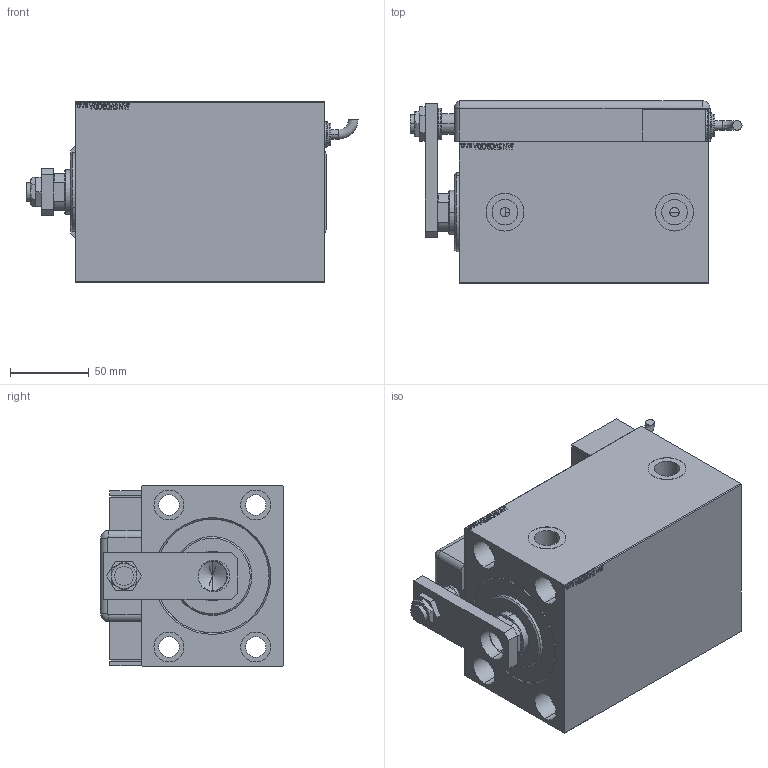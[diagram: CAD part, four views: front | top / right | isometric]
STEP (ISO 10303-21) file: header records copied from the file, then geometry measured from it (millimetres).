
FILE_DESCRIPTION (( 'STEP AP203' ), '1' );
FILE_NAME ('c99b.STEP', '2021-03-19T06:09:04', ( '' ), ( '' ), 'SwSTEP 2.0', 'SolidWorks 2019', '' );
FILE_SCHEMA (( 'CONFIG_CONTROL_DESIGN' ));
Length unit declared in the file: millimetre
Products named in the file (13): KRYT 5ed7340e6e37017e6c702b96e312c921; V450CM_VC_B 5ed7340e6e37017e6c702b96e312c921; SWITCH DIM A_G 5ed7340e6e37017e6c702b96e312c921; ZARAZKA_Q 5ed7340e6e37017e6c702b96e312c921; V450CM_C 5ed7340e6e37017e6c702b96e312c921; SWITCH_Q_FRONT_BACK 5ed7340e6e37017e6c702b96e312c921; SWITCH Q 5ed7340e6e37017e6c702b96e312c921; c99b; MAGNETIC SWITCH Q 5ed7340e6e37017e6c702b96e312c921; NUT_D19 5ed7340e6e37017e6c702b96e312c921; NUT_D13 5ed7340e6e37017e6c702b96e312c921; V450CM_C_VCP 5ed7340e6e37017e6c702b96e312c921; TYC 5ed7340e6e37017e6c702b96e312c921
Assembly tree (13 placements, depth 3):
  c99b
    V450CM_C 5ed7340e6e37017e6c702b96e312c921
    V450CM_C_VCP 5ed7340e6e37017e6c702b96e312c921
    V450CM_VC_B 5ed7340e6e37017e6c702b96e312c921
    MAGNETIC SWITCH Q 5ed7340e6e37017e6c702b96e312c921
      SWITCH_Q_FRONT_BACK 5ed7340e6e37017e6c702b96e312c921
      TYC 5ed7340e6e37017e6c702b96e312c921
      ZARAZKA_Q 5ed7340e6e37017e6c702b96e312c921
      SWITCH DIM A_G 5ed7340e6e37017e6c702b96e312c921
      NUT_D19 5ed7340e6e37017e6c702b96e312c921
      NUT_D13 5ed7340e6e37017e6c702b96e312c921
      KRYT 5ed7340e6e37017e6c702b96e312c921
      SWITCH Q 5ed7340e6e37017e6c702b96e312c921  x2
Bounding box: 210.46 x 115.8 x 115 mm (x, y, z)
Volume: 1498843.4 mm3; surface area: 254227.6 mm2
Topology: 13 solids, 13 shells, 1266 faces, 3212 edges, 2119 vertices
Faces by surface type: plane 620, bspline 471, cylinder 129, cone 22, torus 22, sphere 2
Entity records: 60515 total; most frequent: CARTESIAN_POINT 32441, ORIENTED_EDGE 6228, DIRECTION 3976, EDGE_CURVE 3114, VERTEX_POINT 2059, LINE 1844, VECTOR 1844, EDGE_LOOP 1405
